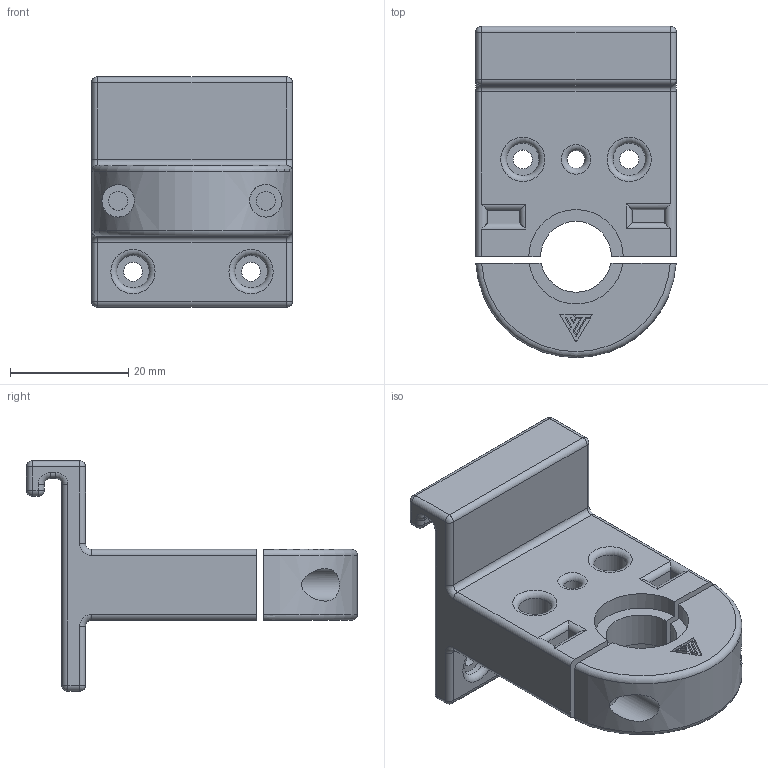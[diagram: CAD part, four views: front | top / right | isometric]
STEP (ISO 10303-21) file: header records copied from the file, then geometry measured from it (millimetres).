
FILE_DESCRIPTION(/* description */ (''),/* implementation_level */ '2;1');
FILE_NAME(/* name */ 'Soporte e3d v6 clon Tevo Tarantula Pro.step',/* time_stamp */ '2022-04-12T19:28:09+02:00',/* author */ (''),/* organization */ (''),/* preprocessor_version */ 'ST-DEVELOPER v18.1',/* originating_system */ 'Autodesk Translation Framework v10.14.0.1471',/* authorisation */ '');
FILE_SCHEMA (('AUTOMOTIVE_DESIGN { 1 0 10303 214 3 1 1 }'));
Length unit declared in the file: millimetre
Products named in the file (1): Soporte e3d v6 clon Tevo Tarantula Pro
Bounding box: 34 x 56.06 x 39 mm (x, y, z)
Volume: 19924 mm3; surface area: 9215.6 mm2
Topology: 2 solids, 2 shells, 162 faces, 381 edges, 233 vertices
Faces by surface type: cylinder 62, plane 46, bspline 27, torus 15, sphere 12
Full cylindrical faces by diameter (mm): 3 x1, 3.2 x10, 5.5 x6
Entity records: 5238 total; most frequent: CARTESIAN_POINT 1544, ORIENTED_EDGE 762, DIRECTION 731, EDGE_CURVE 381, AXIS2_PLACEMENT_3D 276, VERTEX_POINT 233, EDGE_LOOP 190, LINE 179
